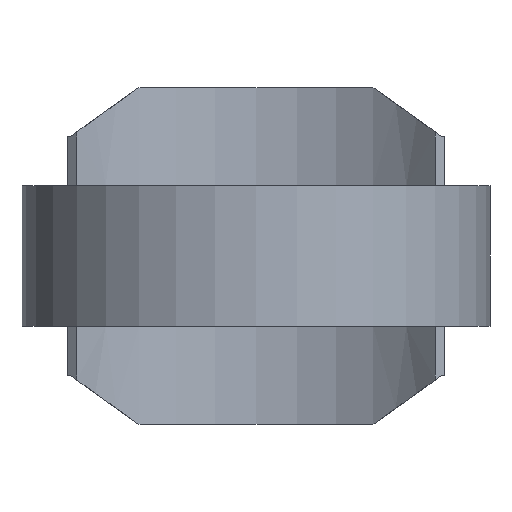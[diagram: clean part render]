
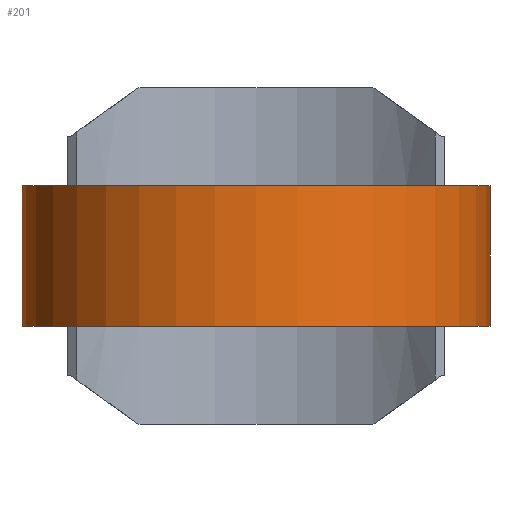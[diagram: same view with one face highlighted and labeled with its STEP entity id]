
A CAD part, front view. The second image highlights one B-rep face of the part: STEP entity #201.
In plain terms, the highlighted cylindrical face has radius 100 mm (diameter 200 mm), a partial arc.
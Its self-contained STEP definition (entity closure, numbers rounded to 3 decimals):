
#177 = EDGE_CURVE( '', #343, #381, #499, .T. );
#189 = EDGE_CURVE( '', #381, #265, #513, .T. );
#201 = ADVANCED_FACE( '', ( #526 ), #527, .T. );
#223 = VERTEX_POINT( '', #555 );
#259 = EDGE_CURVE( '', #343, #223, #594, .T. );
#265 = VERTEX_POINT( '', #600 );
#343 = VERTEX_POINT( '', #687 );
#381 = VERTEX_POINT( '', #729 );
#455 = EDGE_CURVE( '', #265, #223, #809, .T. );
#499 = LINE( '', #848, #849 );
#513 = CIRCLE( '', #870, 100. );
#526 = FACE_OUTER_BOUND( '', #887, .T. );
#527 = CYLINDRICAL_SURFACE( '', #888, 100. );
#555 = CARTESIAN_POINT( '', ( 100., 0., -30. ) );
#594 = CIRCLE( '', #1038, 100. );
#600 = CARTESIAN_POINT( '', ( 100., 0., 30. ) );
#687 = CARTESIAN_POINT( '', ( -100., 0., -30. ) );
#729 = CARTESIAN_POINT( '', ( -100., 0., 30. ) );
#809 = LINE( '', #1382, #1383 );
#848 = CARTESIAN_POINT( '', ( -100., 0., 30. ) );
#849 = VECTOR( '', #1428, 1. );
#870 = AXIS2_PLACEMENT_3D( '', #1445, #1446, #1447 );
#887 = EDGE_LOOP( '', ( #1464, #1465, #1466, #1467 ) );
#888 = AXIS2_PLACEMENT_3D( '', #1468, #1469, #1470 );
#1038 = AXIS2_PLACEMENT_3D( '', #1565, #1566, #1567 );
#1382 = CARTESIAN_POINT( '', ( 100., 0., 30. ) );
#1383 = VECTOR( '', #1791, 1. );
#1428 = DIRECTION( '', ( 0., 0., 1. ) );
#1445 = CARTESIAN_POINT( '', ( 0., 0., 30. ) );
#1446 = DIRECTION( '', ( 0., 0., 1. ) );
#1447 = DIRECTION( '', ( 1., 0., 0. ) );
#1464 = ORIENTED_EDGE( '', *, *, #455, .F. );
#1465 = ORIENTED_EDGE( '', *, *, #189, .F. );
#1466 = ORIENTED_EDGE( '', *, *, #177, .F. );
#1467 = ORIENTED_EDGE( '', *, *, #259, .T. );
#1468 = CARTESIAN_POINT( '', ( 0., 0., 30. ) );
#1469 = DIRECTION( '', ( 0., 0., 1. ) );
#1470 = DIRECTION( '', ( 1., 0., 0. ) );
#1565 = CARTESIAN_POINT( '', ( 0., 0., -30. ) );
#1566 = DIRECTION( '', ( 0., 0., 1. ) );
#1567 = DIRECTION( '', ( 1., 0., 0. ) );
#1791 = DIRECTION( '', ( 0., 0., -1. ) );
